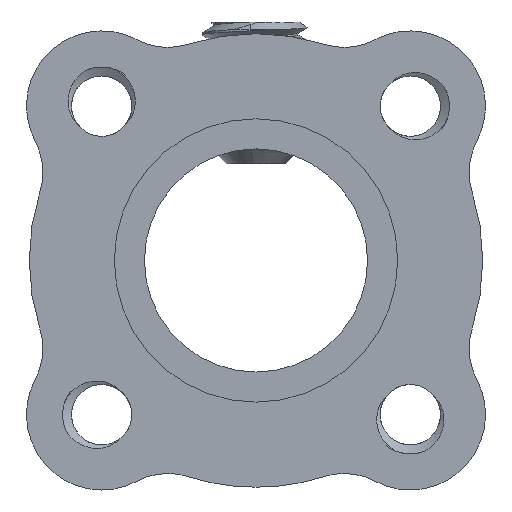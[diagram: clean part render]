
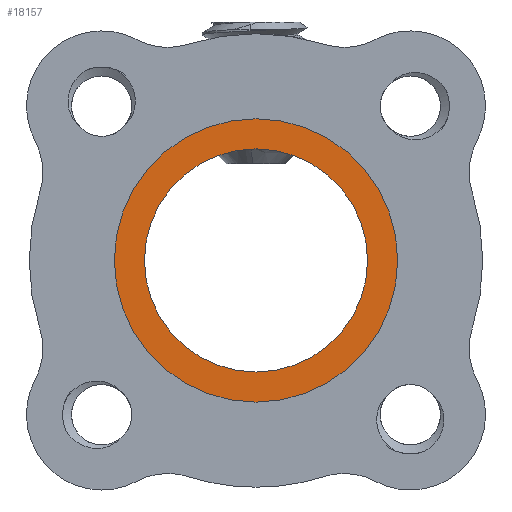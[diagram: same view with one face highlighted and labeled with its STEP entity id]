
A CAD part, front view. The second image highlights one B-rep face of the part: STEP entity #18157.
In plain terms, the highlighted planar face has unit normal (0, -1, 0).
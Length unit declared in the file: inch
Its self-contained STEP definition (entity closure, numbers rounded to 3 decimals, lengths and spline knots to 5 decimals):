
#228 = VERTEX_POINT ( 'NONE', #11538 ) ;
#472 = ORIENTED_EDGE ( 'NONE', *, *, #8576, .T. ) ;
#531 = CARTESIAN_POINT ( 'NONE',  ( 0., 0., 0. ) ) ;
#678 = CIRCLE ( 'NONE', #893, 0.19685 ) ;
#893 = AXIS2_PLACEMENT_3D ( 'NONE', #531, #2012, #13750 ) ;
#1554 = DIRECTION ( 'NONE',  ( 0., 0., 1. ) ) ;
#1582 = PLANE ( 'NONE',  #4191 ) ;
#2012 = DIRECTION ( 'NONE',  ( 0., 1., 0. ) ) ;
#2133 = EDGE_LOOP ( 'NONE', ( #16913, #472 ) ) ;
#2195 = AXIS2_PLACEMENT_3D ( 'NONE', #6641, #2552, #2498 ) ;
#2251 = AXIS2_PLACEMENT_3D ( 'NONE', #16417, #14860, #16354 ) ;
#2406 = EDGE_CURVE ( 'NONE', #228, #3229, #9348, .T. ) ;
#2498 = DIRECTION ( 'NONE',  ( 0., 0., 1. ) ) ;
#2552 = DIRECTION ( 'NONE',  ( 0., 1., 0. ) ) ;
#3229 = VERTEX_POINT ( 'NONE', #9562 ) ;
#3446 = AXIS2_PLACEMENT_3D ( 'NONE', #13173, #4349, #1554 ) ;
#4191 = AXIS2_PLACEMENT_3D ( 'NONE', #14992, #7487, #10503 ) ;
#4349 = DIRECTION ( 'NONE',  ( 0., 1., 0. ) ) ;
#4872 = EDGE_CURVE ( 'NONE', #12898, #12251, #678, .T. ) ;
#6620 = CIRCLE ( 'NONE', #2195, 0.25 ) ;
#6641 = CARTESIAN_POINT ( 'NONE',  ( 0., 0., 0. ) ) ;
#6841 = EDGE_CURVE ( 'NONE', #3229, #228, #6620, .T. ) ;
#7487 = DIRECTION ( 'NONE',  ( 0., 1., 0. ) ) ;
#8568 = CIRCLE ( 'NONE', #3446, 0.19685 ) ;
#8576 = EDGE_CURVE ( 'NONE', #12251, #12898, #8568, .T. ) ;
#9348 = CIRCLE ( 'NONE', #2251, 0.25 ) ;
#9562 = CARTESIAN_POINT ( 'NONE',  ( 0., 0., 0.25 ) ) ;
#10503 = DIRECTION ( 'NONE',  ( 0., 0., 1. ) ) ;
#11538 = CARTESIAN_POINT ( 'NONE',  ( 0., 0., -0.25 ) ) ;
#12251 = VERTEX_POINT ( 'NONE', #17723 ) ;
#12898 = VERTEX_POINT ( 'NONE', #14284 ) ;
#13025 = FACE_OUTER_BOUND ( 'NONE', #17618, .T. ) ;
#13173 = CARTESIAN_POINT ( 'NONE',  ( 0., 0., 0. ) ) ;
#13750 = DIRECTION ( 'NONE',  ( 0., 0., 1. ) ) ;
#14284 = CARTESIAN_POINT ( 'NONE',  ( 0., 0., 0.19685 ) ) ;
#14860 = DIRECTION ( 'NONE',  ( 0., 1., 0. ) ) ;
#14992 = CARTESIAN_POINT ( 'NONE',  ( 0., 0., 0. ) ) ;
#15244 = ORIENTED_EDGE ( 'NONE', *, *, #6841, .F. ) ;
#16036 = FACE_BOUND ( 'NONE', #2133, .T. ) ;
#16354 = DIRECTION ( 'NONE',  ( 0., 0., 1. ) ) ;
#16417 = CARTESIAN_POINT ( 'NONE',  ( 0., 0., 0. ) ) ;
#16652 = ORIENTED_EDGE ( 'NONE', *, *, #2406, .F. ) ;
#16913 = ORIENTED_EDGE ( 'NONE', *, *, #4872, .T. ) ;
#17618 = EDGE_LOOP ( 'NONE', ( #16652, #15244 ) ) ;
#17723 = CARTESIAN_POINT ( 'NONE',  ( 0., 0., -0.19685 ) ) ;
#18157 = ADVANCED_FACE ( 'NONE', ( #16036, #13025 ), #1582, .F. ) ;
